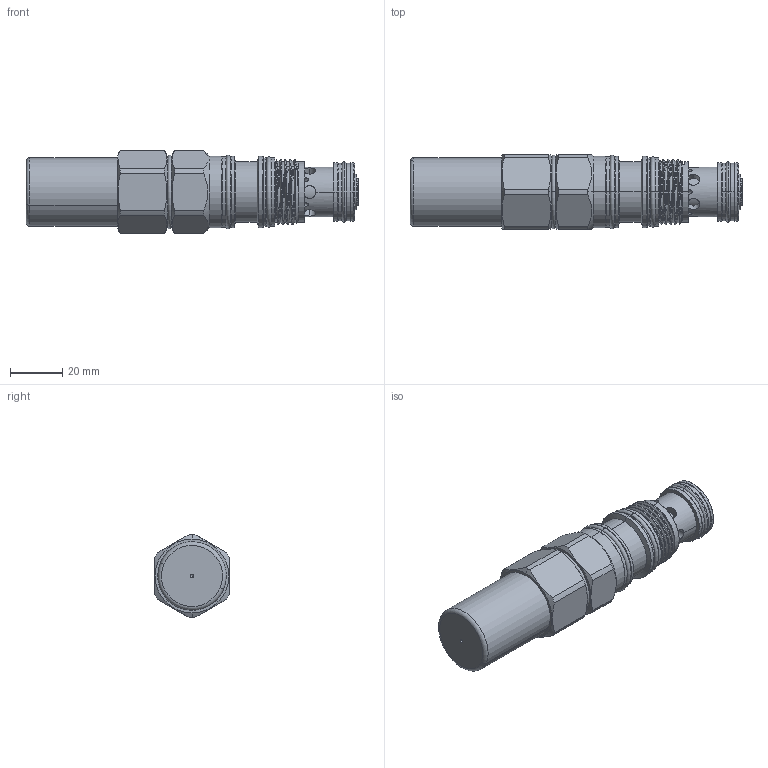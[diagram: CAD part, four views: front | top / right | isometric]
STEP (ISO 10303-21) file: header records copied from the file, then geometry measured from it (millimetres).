
FILE_DESCRIPTION (( 'STEP AP203' ), '1' );
FILE_NAME ('SC2A20-C.STEP', '2020-03-25T03:15:32', ( '' ), ( '' ), 'SwSTEP 2.0', 'SolidWorks 2018', '' );
FILE_SCHEMA (( 'CONFIG_CONTROL_DESIGN' ));
Length unit declared in the file: millimetre
Products named in the file (1): SC2A20-C
Bounding box: 126.88 x 28.57 x 31.8 mm (x, y, z)
Volume: 56812.3 mm3; surface area: 23197 mm2
Topology: 7 solids, 8 shells, 425 faces, 1027 edges, 636 vertices
Faces by surface type: cylinder 200, cone 83, plane 82, torus 52, bspline 6, sphere 2
Entity records: 18044 total; most frequent: CARTESIAN_POINT 8344, ORIENTED_EDGE 2046, DIRECTION 2031, EDGE_CURVE 1023, AXIS2_PLACEMENT_3D 864, VERTEX_POINT 635, EDGE_LOOP 464, CIRCLE 444
